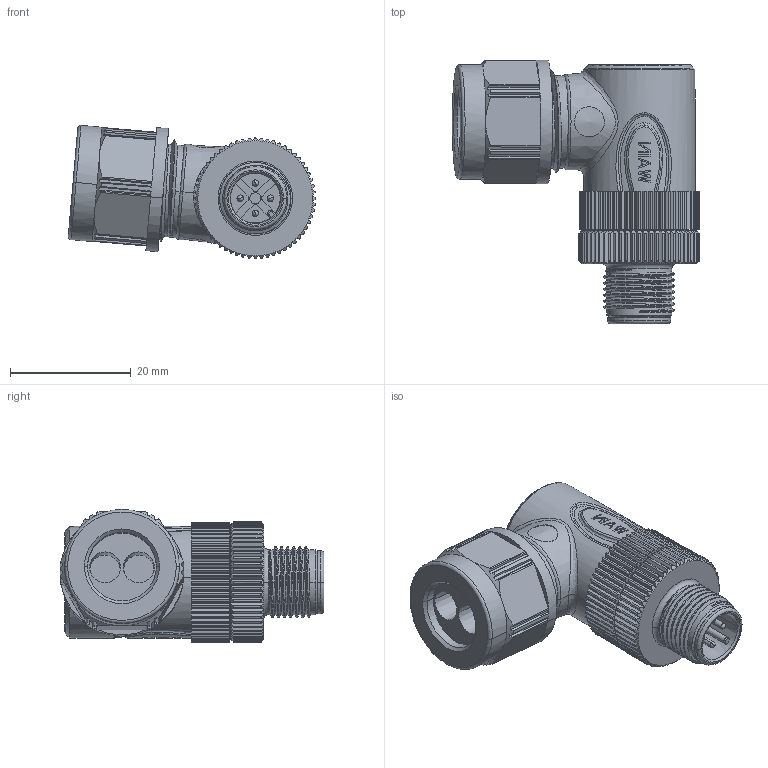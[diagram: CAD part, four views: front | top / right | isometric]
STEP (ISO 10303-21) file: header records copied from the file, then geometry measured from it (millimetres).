
FILE_DESCRIPTION((''),'2;1');
FILE_NAME('3D_1630055113104_M12P-M05A-S-2D','2024-03-18T',('12262'),(''),'PRO/ENGINEER BY PARAMETRIC TECHNOLOGY CORPORATION, 2012480','PRO/ENGINEER BY PARAMETRIC TECHNOLOGY CORPORATION, 2012480','');
FILE_SCHEMA(('CONFIG_CONTROL_DESIGN'));
Products named in the file (1): 3D_1630055113104_M12P-M05A-S-2D
Bounding box: 40.97 x 43.7 x 22.06 mm (x, y, z)
Volume: 14614.9 mm3; surface area: 8437.1 mm2
Topology: 1 solids, 1 shells, 1053 faces, 2781 edges, 1756 vertices
Faces by surface type: plane 432, cylinder 358, cone 161, bspline 68, torus 16, extrusion 10, sphere 8
Entity records: 47749 total; most frequent: CARTESIAN_POINT 23244, ORIENTED_EDGE 5546, DIRECTION 4499, EDGE_CURVE 2773, VERTEX_POINT 1756, AXIS2_PLACEMENT_3D 1656, VECTOR 1187, LINE 1177
